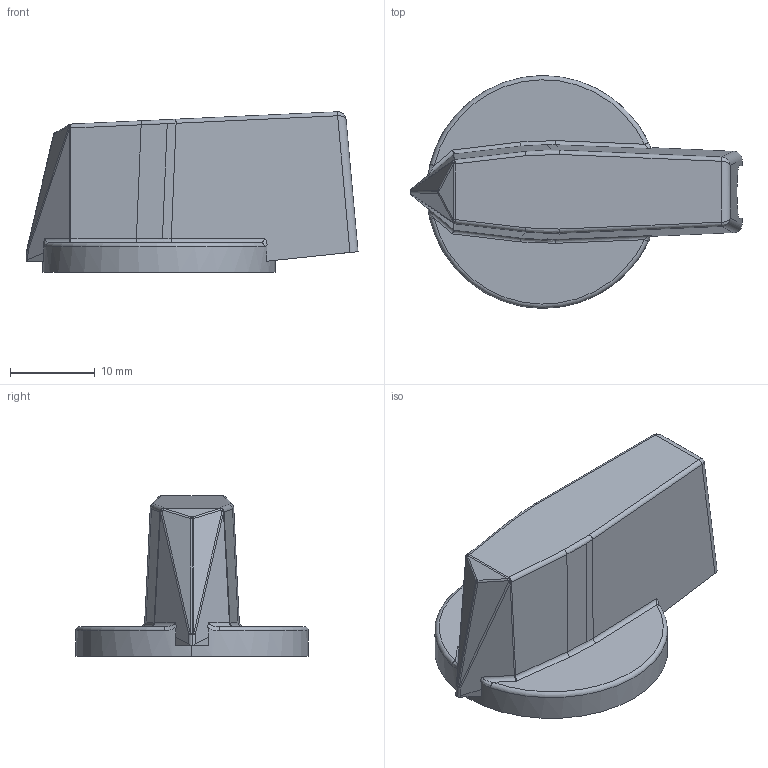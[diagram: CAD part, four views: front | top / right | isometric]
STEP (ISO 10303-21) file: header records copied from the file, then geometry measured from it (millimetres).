
FILE_DESCRIPTION (( 'STEP AP214' ), '1' );
FILE_NAME ('7A014.STEP', '2025-11-13T13:37:22', ( '' ), ( '' ), 'SwSTEP 2.0', 'SolidWorks 2019', '' );
FILE_SCHEMA (( 'AUTOMOTIVE_DESIGN' ));
Length unit declared in the file: millimetre
Products named in the file (4): 7A014; 613493-RUCICA; 612567-VIJAK M3x16 MB1103 bez navoja; MATICA M3 DIN555
Assembly tree (3 placements, depth 2):
  7A014
    612567-VIJAK M3x16 MB1103 bez navoja
    MATICA M3 DIN555
    613493-RUCICA
Bounding box: 39.22 x 27.5 x 18.96 mm (x, y, z)
Volume: 4064.7 mm3; surface area: 4926.1 mm2
Topology: 3 solids, 3 shells, 170 faces, 422 edges, 253 vertices
Faces by surface type: plane 75, cylinder 43, bspline 24, cone 16, torus 6, sphere 6
Entity records: 5567 total; most frequent: CARTESIAN_POINT 1732, ORIENTED_EDGE 832, DIRECTION 708, EDGE_CURVE 416, AXIS2_PLACEMENT_3D 257, VERTEX_POINT 253, LINE 194, VECTOR 194
